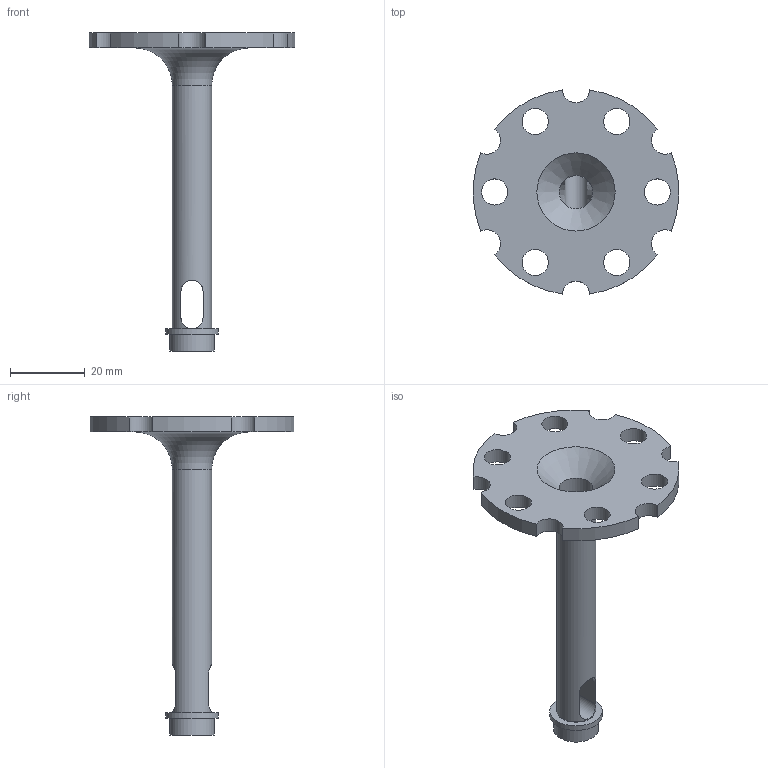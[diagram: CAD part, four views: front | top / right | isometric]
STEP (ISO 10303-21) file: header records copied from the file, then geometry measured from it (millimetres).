
FILE_DESCRIPTION(/* description */ (''),/* implementation_level */ '2;1');
FILE_NAME(/* name */ 'MagEncholder 4mm v14.step',/* time_stamp */ '2024-05-28T16:34:45+02:00',/* author */ (''),/* organization */ (''),/* preprocessor_version */ 'ST-DEVELOPER v20',/* originating_system */ 'Autodesk Translation Framework v13.14.0.145',/* authorisation */ '');
FILE_SCHEMA (('AUTOMOTIVE_DESIGN { 1 0 10303 214 3 1 1 }'));
Length unit declared in the file: millimetre
Products named in the file (2): MagEncholder 4mm; bearing aligner
Assembly tree (1 placements, depth 2):
  MagEncholder 4mm
    bearing aligner
Bounding box: 54.83 x 54.52 x 85 mm (x, y, z)
Volume: 10776.2 mm3; surface area: 10390.4 mm2
Topology: 2 solids, 2 shells, 45 faces, 118 edges, 77 vertices
Faces by surface type: cylinder 28, plane 13, cone 3, torus 1
Full cylindrical faces by diameter (mm): 5.2 x1, 7 x6, 8.9 x1, 10 x1, 10.4 x1, 10.5 x1, 12 x1, 14 x1
Entity records: 1609 total; most frequent: CARTESIAN_POINT 357, DIRECTION 266, ORIENTED_EDGE 240, EDGE_CURVE 120, AXIS2_PLACEMENT_3D 110, VERTEX_POINT 77, EDGE_LOOP 63, CIRCLE 62
